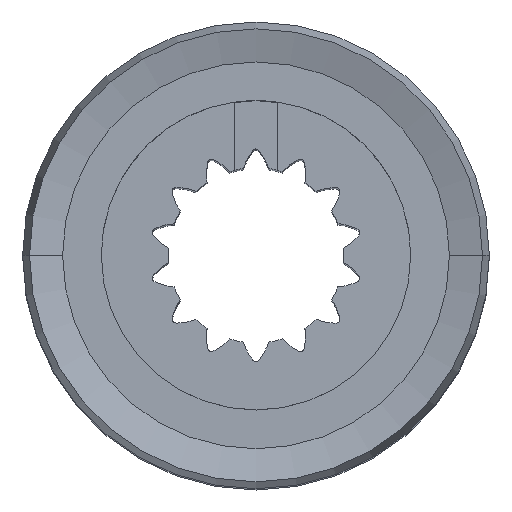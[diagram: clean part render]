
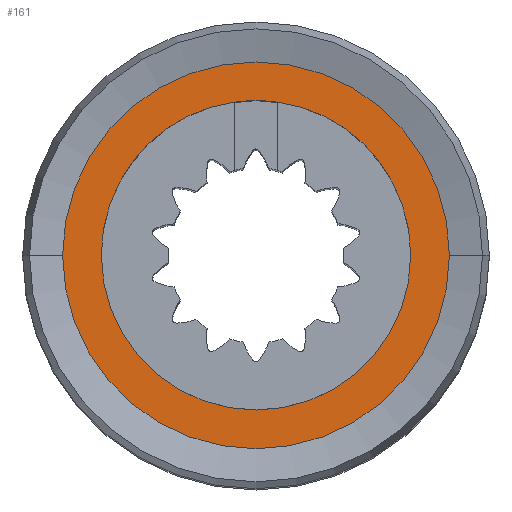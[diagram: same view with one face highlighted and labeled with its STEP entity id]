
A CAD part, top view. The second image highlights one B-rep face of the part: STEP entity #161.
In plain terms, the highlighted planar face has unit normal (0, 0, 1).
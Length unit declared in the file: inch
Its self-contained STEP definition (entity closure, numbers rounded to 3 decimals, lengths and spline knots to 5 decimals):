
#67 = VERTEX_POINT ( 'NONE', #1108 ) ;
#161 = ADVANCED_FACE ( 'NONE', ( #724, #860 ), #1239, .T. ) ;
#260 = VERTEX_POINT ( 'NONE', #2303 ) ;
#302 = DIRECTION ( 'NONE',  ( 0., 0., 1. ) ) ;
#415 = DIRECTION ( 'NONE',  ( 0., 0., -1. ) ) ;
#718 = CIRCLE ( 'NONE', #830, 0.28543 ) ;
#724 = FACE_BOUND ( 'NONE', #2368, .T. ) ;
#769 = DIRECTION ( 'NONE',  ( -1., 0., 0. ) ) ;
#830 = AXIS2_PLACEMENT_3D ( 'NONE', #3768, #1253, #769 ) ;
#860 = FACE_OUTER_BOUND ( 'NONE', #2272, .T. ) ;
#898 = DIRECTION ( 'NONE',  ( -1., 0., 0. ) ) ;
#905 = ORIENTED_EDGE ( 'NONE', *, *, #2156, .T. ) ;
#908 = EDGE_CURVE ( 'NONE', #260, #67, #6329, .T. ) ;
#988 = ORIENTED_EDGE ( 'NONE', *, *, #5754, .F. ) ;
#1108 = CARTESIAN_POINT ( 'NONE',  ( -0.22835, 0., 0.55187 ) ) ;
#1138 = CIRCLE ( 'NONE', #2563, 0.22835 ) ;
#1239 = PLANE ( 'NONE',  #3007 ) ;
#1253 = DIRECTION ( 'NONE',  ( 0., 0., -1. ) ) ;
#1291 = VERTEX_POINT ( 'NONE', #3876 ) ;
#1411 = CARTESIAN_POINT ( 'NONE',  ( 0.28543, 0., 0.55187 ) ) ;
#1640 = CIRCLE ( 'NONE', #2152, 0.28543 ) ;
#1675 = ORIENTED_EDGE ( 'NONE', *, *, #908, .T. ) ;
#1852 = CARTESIAN_POINT ( 'NONE',  ( 0., 0.28543, 0.55187 ) ) ;
#1956 = DIRECTION ( 'NONE',  ( 0., 0., -1. ) ) ;
#2011 = CARTESIAN_POINT ( 'NONE',  ( 0., 0., 0.55187 ) ) ;
#2042 = DIRECTION ( 'NONE',  ( 0., 0., -1. ) ) ;
#2152 = AXIS2_PLACEMENT_3D ( 'NONE', #3377, #1956, #5855 ) ;
#2156 = EDGE_CURVE ( 'NONE', #67, #260, #1138, .T. ) ;
#2204 = DIRECTION ( 'NONE',  ( 1., 0., 0. ) ) ;
#2272 = EDGE_LOOP ( 'NONE', ( #3457, #988 ) ) ;
#2303 = CARTESIAN_POINT ( 'NONE',  ( 0.22835, 0., 0.55187 ) ) ;
#2368 = EDGE_LOOP ( 'NONE', ( #905, #1675 ) ) ;
#2563 = AXIS2_PLACEMENT_3D ( 'NONE', #6238, #415, #898 ) ;
#3007 = AXIS2_PLACEMENT_3D ( 'NONE', #1852, #302, #2204 ) ;
#3377 = CARTESIAN_POINT ( 'NONE',  ( 0., 0., 0.55187 ) ) ;
#3457 = ORIENTED_EDGE ( 'NONE', *, *, #5583, .F. ) ;
#3768 = CARTESIAN_POINT ( 'NONE',  ( 0., 0., 0.55187 ) ) ;
#3876 = CARTESIAN_POINT ( 'NONE',  ( -0.28543, 0., 0.55187 ) ) ;
#4195 = AXIS2_PLACEMENT_3D ( 'NONE', #2011, #2042, #4502 ) ;
#4502 = DIRECTION ( 'NONE',  ( -1., 0., 0. ) ) ;
#5583 = EDGE_CURVE ( 'NONE', #5972, #1291, #1640, .T. ) ;
#5754 = EDGE_CURVE ( 'NONE', #1291, #5972, #718, .T. ) ;
#5855 = DIRECTION ( 'NONE',  ( -1., 0., 0. ) ) ;
#5972 = VERTEX_POINT ( 'NONE', #1411 ) ;
#6238 = CARTESIAN_POINT ( 'NONE',  ( 0., 0., 0.55187 ) ) ;
#6329 = CIRCLE ( 'NONE', #4195, 0.22835 ) ;
